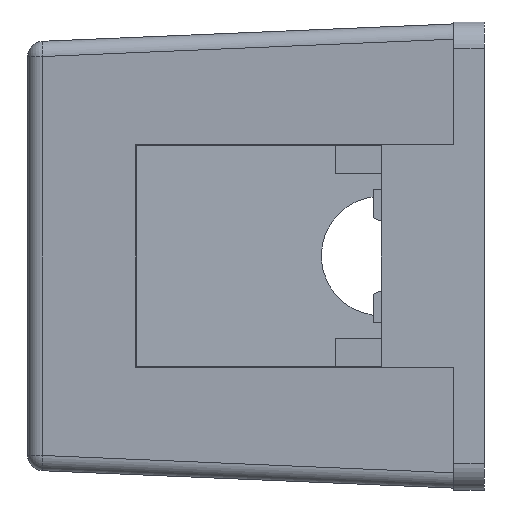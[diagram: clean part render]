
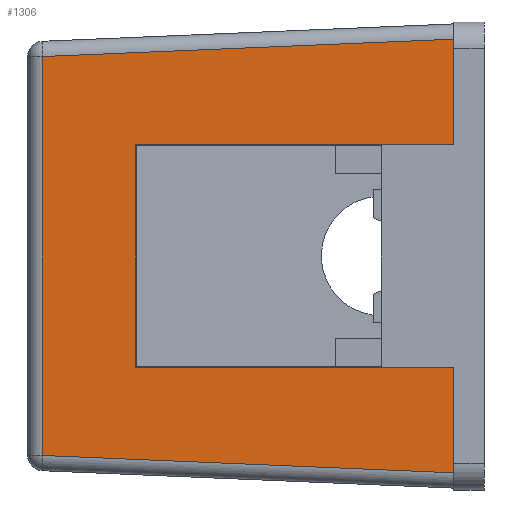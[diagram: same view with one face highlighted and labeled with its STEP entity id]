
A CAD part, left-side view. The second image highlights one B-rep face of the part: STEP entity #1306.
In plain terms, the highlighted planar face has unit normal (-0.999, 0.045, 0).
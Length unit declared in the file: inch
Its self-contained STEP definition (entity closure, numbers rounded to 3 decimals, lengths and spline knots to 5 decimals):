
#1085 = EDGE_CURVE ( 'NONE', #1112, #1086, #4349, .T. ) ;
#1086 = VERTEX_POINT ( 'NONE', #4342 ) ;
#1112 = VERTEX_POINT ( 'NONE', #4368 ) ;
#1116 = VERTEX_POINT ( 'NONE', #4361 ) ;
#1118 = EDGE_CURVE ( 'NONE', #1116, #1119, #4359, .T. ) ;
#1119 = VERTEX_POINT ( 'NONE', #4467 ) ;
#1306 = ADVANCED_FACE ( 'NONE', ( #5176 ), #5170, .F. ) ;
#1307 = EDGE_LOOP ( 'NONE', ( #1308, #1369, #1371, #1372, #1375, #1378, #1380, #1355 ) ) ;
#1308 = ORIENTED_EDGE ( 'NONE', *, *, #1310, .T. ) ;
#1310 = EDGE_CURVE ( 'NONE', #1311, #1312, #5143, .T. ) ;
#1311 = VERTEX_POINT ( 'NONE', #5136 ) ;
#1312 = VERTEX_POINT ( 'NONE', #5138 ) ;
#1355 = ORIENTED_EDGE ( 'NONE', *, *, #1356, .T. ) ;
#1356 = EDGE_CURVE ( 'NONE', #1112, #1311, #5373, .T. ) ;
#1369 = ORIENTED_EDGE ( 'NONE', *, *, #1370, .T. ) ;
#1370 = EDGE_CURVE ( 'NONE', #1312, #1119, #5459, .T. ) ;
#1371 = ORIENTED_EDGE ( 'NONE', *, *, #1118, .F. ) ;
#1372 = ORIENTED_EDGE ( 'NONE', *, *, #1373, .T. ) ;
#1373 = EDGE_CURVE ( 'NONE', #1116, #1374, #5450, .T. ) ;
#1374 = VERTEX_POINT ( 'NONE', #5443 ) ;
#1375 = ORIENTED_EDGE ( 'NONE', *, *, #1376, .T. ) ;
#1376 = EDGE_CURVE ( 'NONE', #1374, #1377, #5439, .T. ) ;
#1377 = VERTEX_POINT ( 'NONE', #5430 ) ;
#1378 = ORIENTED_EDGE ( 'NONE', *, *, #1379, .T. ) ;
#1379 = EDGE_CURVE ( 'NONE', #1377, #1086, #5423, .T. ) ;
#1380 = ORIENTED_EDGE ( 'NONE', *, *, #1085, .F. ) ;
#4342 = CARTESIAN_POINT ( 'NONE',  ( -1.185, -0.557, -0.56704 ) ) ;
#4344 = DIRECTION ( 'NONE',  ( 0., 0., -1. ) ) ;
#4346 = VECTOR ( 'NONE', #4344, 39.37008 ) ;
#4347 = CARTESIAN_POINT ( 'NONE',  ( -1.185, -0.557, 0.607 ) ) ;
#4349 = LINE ( 'NONE', #4347, #4346 ) ;
#4359 = LINE ( 'NONE', #4472, #4469 ) ;
#4361 = CARTESIAN_POINT ( 'NONE',  ( -1.185, -0.557, 0.56704 ) ) ;
#4368 = CARTESIAN_POINT ( 'NONE',  ( -1.185, -0.557, -0.291 ) ) ;
#4467 = CARTESIAN_POINT ( 'NONE',  ( -1.185, -0.557, 0.291 ) ) ;
#4468 = DIRECTION ( 'NONE',  ( 0., 0., -1. ) ) ;
#4469 = VECTOR ( 'NONE', #4468, 39.37008 ) ;
#4472 = CARTESIAN_POINT ( 'NONE',  ( -1.185, -0.557, 0.607 ) ) ;
#5136 = CARTESIAN_POINT ( 'NONE',  ( -1.14766, 0.275, -0.291 ) ) ;
#5138 = CARTESIAN_POINT ( 'NONE',  ( -1.14766, 0.275, 0.291 ) ) ;
#5139 = DIRECTION ( 'NONE',  ( 0., 0., 1. ) ) ;
#5140 = VECTOR ( 'NONE', #5139, 39.37008 ) ;
#5141 = CARTESIAN_POINT ( 'NONE',  ( -1.14766, 0.275, -0.635 ) ) ;
#5143 = LINE ( 'NONE', #5141, #5140 ) ;
#5164 = DIRECTION ( 'NONE',  ( 0.045, 0.999, 0. ) ) ;
#5166 = DIRECTION ( 'NONE',  ( 0.999, -0.045, 0. ) ) ;
#5168 = CARTESIAN_POINT ( 'NONE',  ( -1.185, -0.557, -0.635 ) ) ;
#5169 = AXIS2_PLACEMENT_3D ( 'NONE', #5168, #5166, #5164 ) ;
#5170 = PLANE ( 'NONE',  #5169 ) ;
#5176 = FACE_OUTER_BOUND ( 'NONE', #1307, .T. ) ;
#5357 = DIRECTION ( 'NONE',  ( 0.045, 0.999, 0. ) ) ;
#5358 = VECTOR ( 'NONE', #5357, 39.37008 ) ;
#5359 = CARTESIAN_POINT ( 'NONE',  ( -1.185, -0.557, -0.291 ) ) ;
#5373 = LINE ( 'NONE', #5359, #5358 ) ;
#5420 = DIRECTION ( 'NONE',  ( -0.045, -0.998, -0.042 ) ) ;
#5421 = VECTOR ( 'NONE', #5420, 39.37008 ) ;
#5422 = CARTESIAN_POINT ( 'NONE',  ( -1.18513, -0.55986, -0.56716 ) ) ;
#5423 = LINE ( 'NONE', #5422, #5421 ) ;
#5430 = CARTESIAN_POINT ( 'NONE',  ( -1.13671, 0.51879, -0.52165 ) ) ;
#5433 = DIRECTION ( 'NONE',  ( 0., 0., -1. ) ) ;
#5435 = VECTOR ( 'NONE', #5433, 39.37008 ) ;
#5437 = CARTESIAN_POINT ( 'NONE',  ( -1.13671, 0.51879, -0.635 ) ) ;
#5439 = LINE ( 'NONE', #5437, #5435 ) ;
#5443 = CARTESIAN_POINT ( 'NONE',  ( -1.13671, 0.51879, 0.52165 ) ) ;
#5444 = DIRECTION ( 'NONE',  ( 0.045, 0.998, -0.042 ) ) ;
#5445 = VECTOR ( 'NONE', #5444, 39.37008 ) ;
#5447 = CARTESIAN_POINT ( 'NONE',  ( -1.18273, -0.50648, 0.56491 ) ) ;
#5450 = LINE ( 'NONE', #5447, #5445 ) ;
#5454 = DIRECTION ( 'NONE',  ( -0.045, -0.999, 0. ) ) ;
#5455 = VECTOR ( 'NONE', #5454, 39.37008 ) ;
#5457 = CARTESIAN_POINT ( 'NONE',  ( -1.185, -0.557, 0.291 ) ) ;
#5459 = LINE ( 'NONE', #5457, #5455 ) ;
